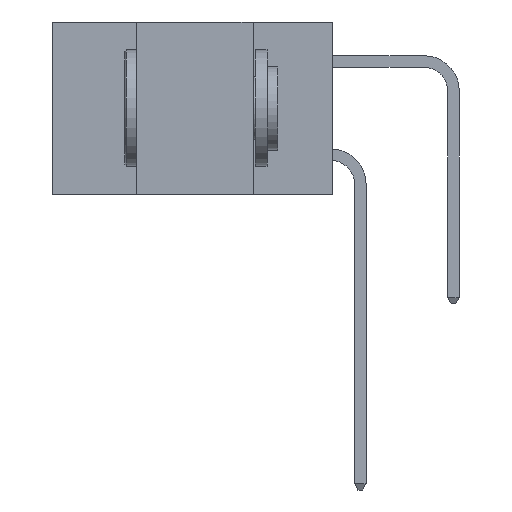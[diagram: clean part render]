
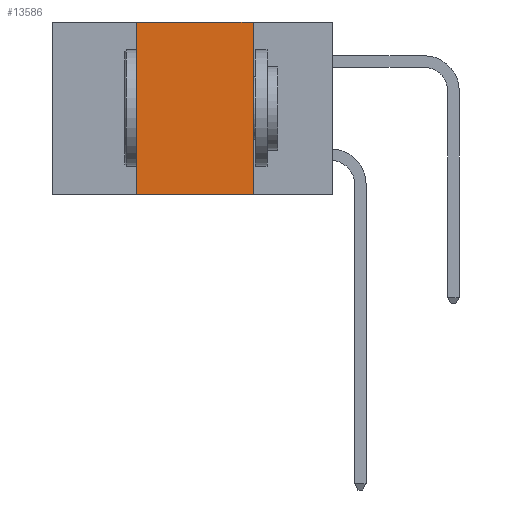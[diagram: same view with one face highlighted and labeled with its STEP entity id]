
A CAD part, left-side view. The second image highlights one B-rep face of the part: STEP entity #13586.
In plain terms, the highlighted planar face has unit normal (-1, 0, 0).
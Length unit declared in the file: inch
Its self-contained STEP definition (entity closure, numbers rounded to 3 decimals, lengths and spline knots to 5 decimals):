
#65 = CARTESIAN_POINT ( 'NONE',  ( 0., 0.42, -0.37 ) ) ;
#771 = VERTEX_POINT ( 'NONE', #24503 ) ;
#1348 = EDGE_LOOP ( 'NONE', ( #7969, #10810, #11771, #22183 ) ) ;
#2266 = DIRECTION ( 'NONE',  ( 0., 0., 1. ) ) ;
#2587 = CARTESIAN_POINT ( 'NONE',  ( 0., 0.17, -0.37 ) ) ;
#3527 = DIRECTION ( 'NONE',  ( 1., 0., 0. ) ) ;
#3949 = VECTOR ( 'NONE', #25406, 39.37008 ) ;
#4152 = LINE ( 'NONE', #15466, #20598 ) ;
#4252 = VECTOR ( 'NONE', #8279, 39.37008 ) ;
#4472 = EDGE_CURVE ( 'NONE', #771, #24000, #14997, .T. ) ;
#5112 = AXIS2_PLACEMENT_3D ( 'NONE', #9914, #3527, #18524 ) ;
#7969 = ORIENTED_EDGE ( 'NONE', *, *, #23430, .F. ) ;
#8279 = DIRECTION ( 'NONE',  ( 0., -1., 0. ) ) ;
#9914 = CARTESIAN_POINT ( 'NONE',  ( 0., 0.6, 0. ) ) ;
#10810 = ORIENTED_EDGE ( 'NONE', *, *, #27166, .F. ) ;
#11262 = DIRECTION ( 'NONE',  ( 0., 0., -1. ) ) ;
#11771 = ORIENTED_EDGE ( 'NONE', *, *, #4472, .F. ) ;
#13586 = ADVANCED_FACE ( 'NONE', ( #25483 ), #26982, .F. ) ;
#13874 = CARTESIAN_POINT ( 'NONE',  ( 0., 0.17, 0. ) ) ;
#14328 = VECTOR ( 'NONE', #2266, 39.37008 ) ;
#14997 = LINE ( 'NONE', #65, #14328 ) ;
#15029 = VERTEX_POINT ( 'NONE', #13874 ) ;
#15236 = EDGE_CURVE ( 'NONE', #771, #20295, #17006, .T. ) ;
#15356 = LINE ( 'NONE', #23232, #3949 ) ;
#15466 = CARTESIAN_POINT ( 'NONE',  ( 0., 0.17, -0.37 ) ) ;
#17006 = LINE ( 'NONE', #25357, #4252 ) ;
#18524 = DIRECTION ( 'NONE',  ( 0., 0., -1. ) ) ;
#19942 = CARTESIAN_POINT ( 'NONE',  ( 0., 0.42, 0. ) ) ;
#20295 = VERTEX_POINT ( 'NONE', #2587 ) ;
#20598 = VECTOR ( 'NONE', #11262, 39.37008 ) ;
#22183 = ORIENTED_EDGE ( 'NONE', *, *, #15236, .T. ) ;
#23232 = CARTESIAN_POINT ( 'NONE',  ( 0., 0.6, 0. ) ) ;
#23430 = EDGE_CURVE ( 'NONE', #15029, #20295, #4152, .T. ) ;
#24000 = VERTEX_POINT ( 'NONE', #19942 ) ;
#24503 = CARTESIAN_POINT ( 'NONE',  ( 0., 0.42, -0.37 ) ) ;
#25357 = CARTESIAN_POINT ( 'NONE',  ( 0., 0.6, -0.37 ) ) ;
#25406 = DIRECTION ( 'NONE',  ( 0., -1., 0. ) ) ;
#25483 = FACE_OUTER_BOUND ( 'NONE', #1348, .T. ) ;
#26982 = PLANE ( 'NONE',  #5112 ) ;
#27166 = EDGE_CURVE ( 'NONE', #24000, #15029, #15356, .T. ) ;
